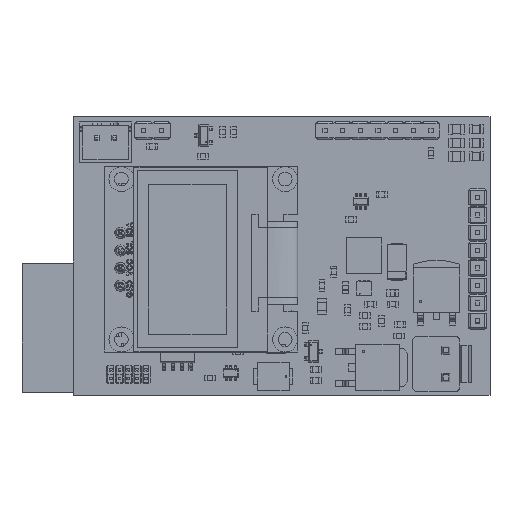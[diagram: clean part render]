
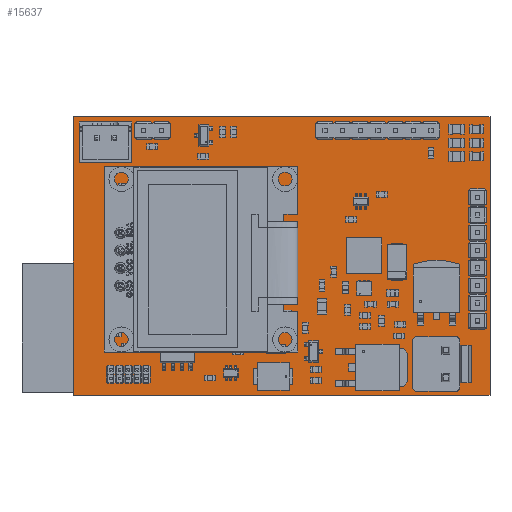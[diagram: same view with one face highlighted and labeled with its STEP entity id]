
A CAD part, top view. The second image highlights one B-rep face of the part: STEP entity #15637.
In plain terms, the highlighted planar face has unit normal (0, 0, 1).
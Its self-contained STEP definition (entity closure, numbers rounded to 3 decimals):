
#5367=FACE_OUTER_BOUND($,#7777,.F.);
#7777=EDGE_LOOP($,(#18047,#18048,#18049,#18050));
#10285=AXIS2_PLACEMENT_3D($,#61480,#50060,$);
#13608=PLANE($,#10285);
#15637=ADVANCED_FACE($,(#5367),#13608,.T.);
#18047=ORIENTED_EDGE($,*,*,#29815,.T.);
#18048=ORIENTED_EDGE($,*,*,#29816,.T.);
#18049=ORIENTED_EDGE($,*,*,#29817,.T.);
#18050=ORIENTED_EDGE($,*,*,#29818,.T.);
#29815=EDGE_CURVE($,#45730,#45731,#40717,.T.);
#29816=EDGE_CURVE($,#45731,#45732,#40718,.T.);
#29817=EDGE_CURVE($,#45732,#45733,#40719,.T.);
#29818=EDGE_CURVE($,#45733,#45730,#40720,.T.);
#35704=VECTOR($,#50063,40.1);
#35705=VECTOR($,#50064,60.);
#35706=VECTOR($,#50065,40.1);
#35707=VECTOR($,#50066,60.);
#40717=LINE($,#61479,#35704);
#40718=LINE($,#61480,#35705);
#40719=LINE($,#61481,#35706);
#40720=LINE($,#61482,#35707);
#45730=VERTEX_POINT($,#61479);
#45731=VERTEX_POINT($,#61480);
#45732=VERTEX_POINT($,#61481);
#45733=VERTEX_POINT($,#61482);
#50060=DIRECTION($,(0.,0.,1.));
#50063=DIRECTION($,(0.,-1.,0.));
#50064=DIRECTION($,(-1.,0.,0.));
#50065=DIRECTION($,(0.,1.,0.));
#50066=DIRECTION($,(1.,0.,0.));
#61479=CARTESIAN_POINT('',(60.,40.1,0.));
#61480=CARTESIAN_POINT('',(60.,0.,0.));
#61481=CARTESIAN_POINT('',(0.,0.,0.));
#61482=CARTESIAN_POINT('',(0.,40.1,0.));
